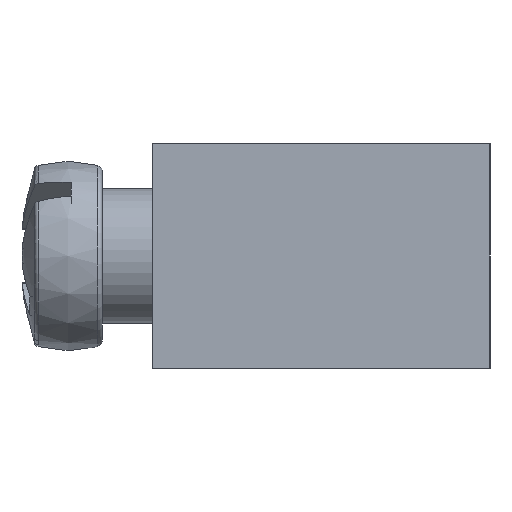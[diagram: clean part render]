
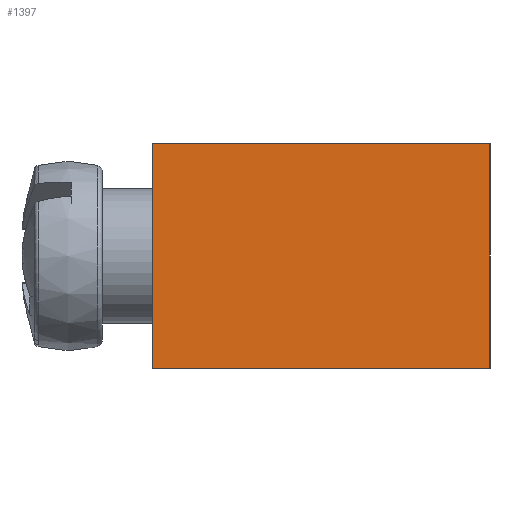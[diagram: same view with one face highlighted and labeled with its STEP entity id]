
A CAD part, left-side view. The second image highlights one B-rep face of the part: STEP entity #1397.
In plain terms, the highlighted planar face has unit normal (-1, 0, 0).
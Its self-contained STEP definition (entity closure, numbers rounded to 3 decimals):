
#79=LINE('',#2202,#113);
#81=LINE('',#2233,#115);
#86=LINE('',#2654,#120);
#87=LINE('',#2656,#121);
#113=VECTOR('',#1650,12.);
#115=VECTOR('',#1680,12.);
#120=VECTOR('',#1865,8.);
#121=VECTOR('',#1868,8.);
#148=PLANE('',#1545);
#447=FACE_OUTER_BOUND('',#616,.T.);
#616=EDGE_LOOP('',(#1112,#1113,#1114,#1115));
#692=VERTEX_POINT('',#2195);
#695=VERTEX_POINT('',#2200);
#709=VERTEX_POINT('',#2230);
#710=VERTEX_POINT('',#2232);
#822=EDGE_CURVE('',#695,#692,#79,.T.);
#836=EDGE_CURVE('',#709,#710,#81,.T.);
#894=EDGE_CURVE('',#710,#695,#86,.T.);
#895=EDGE_CURVE('',#692,#709,#87,.T.);
#1112=ORIENTED_EDGE('',*,*,#894,.F.);
#1113=ORIENTED_EDGE('',*,*,#836,.F.);
#1114=ORIENTED_EDGE('',*,*,#895,.F.);
#1115=ORIENTED_EDGE('',*,*,#822,.F.);
#1397=ADVANCED_FACE('',(#447),#148,.T.);
#1545=AXIS2_PLACEMENT_3D('',#2655,#1866,#1867);
#1650=DIRECTION('',(0.,1.,0.));
#1680=DIRECTION('',(0.,-1.,0.));
#1865=DIRECTION('',(0.,0.,-1.));
#1866=DIRECTION('center_axis',(-1.,0.,0.));
#1867=DIRECTION('ref_axis',(0.,-1.,0.));
#1868=DIRECTION('',(0.,0.,1.));
#2195=CARTESIAN_POINT('',(-52.5,6.,-4.));
#2200=CARTESIAN_POINT('',(-52.5,-6.,-4.));
#2202=CARTESIAN_POINT('',(-52.5,-6.,-4.));
#2230=CARTESIAN_POINT('',(-52.5,6.,4.));
#2232=CARTESIAN_POINT('',(-52.5,-6.,4.));
#2233=CARTESIAN_POINT('',(-52.5,-6.,4.));
#2654=CARTESIAN_POINT('',(-52.5,-6.,0.));
#2655=CARTESIAN_POINT('Origin',(-52.5,6.,0.));
#2656=CARTESIAN_POINT('',(-52.5,6.,0.));
